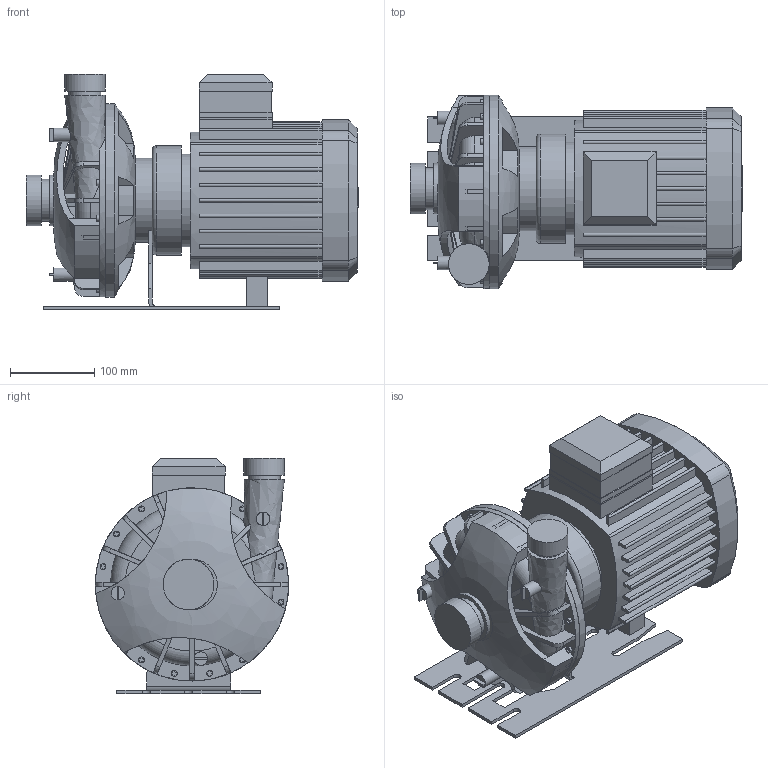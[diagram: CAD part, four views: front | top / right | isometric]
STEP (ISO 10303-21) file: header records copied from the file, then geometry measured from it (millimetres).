
FILE_DESCRIPTION(/* description */ (''),/* implementation_level */ '2;1');
FILE_NAME(/* name */ '3d_BAC40_134-2.2_2-DM_R-2-4213185.stp',/* time_stamp */ '2016-11-28T15:07:09+01:00',/* author */ ('Andrzej'),/* organization */ (''),/* preprocessor_version */ 'ST-DEVELOPER v15.5',/* originating_system */ 'AutoCAD Mechanical',/* authorisation */ '');
FILE_SCHEMA (('AUTOMOTIVE_DESIGN { 1 0 10303 214 3 1 1 }'));
Length unit declared in the file: millimetre
Products named in the file (1): Product
Bounding box: 395 x 230 x 280 mm (x, y, z)
Volume: 9552367.9 mm3; surface area: 806869 mm2
Topology: 11 solids, 12 shells, 662 faces, 1742 edges, 1154 vertices
Faces by surface type: plane 474, cylinder 132, bspline 30, torus 18, cone 8
Full cylindrical faces by diameter (mm): 7 x15, 16 x5, 38.3 x1, 48.3 x1, 50.3 x1, 60.3 x2, 100 x1, 110 x1, 130 x1, 230 x2
Entity records: 21805 total; most frequent: CARTESIAN_POINT 5471, ORIENTED_EDGE 3410, DIRECTION 3265, EDGE_CURVE 1703, LINE 1179, VECTOR 1179, VERTEX_POINT 1146, AXIS2_PLACEMENT_3D 1043
